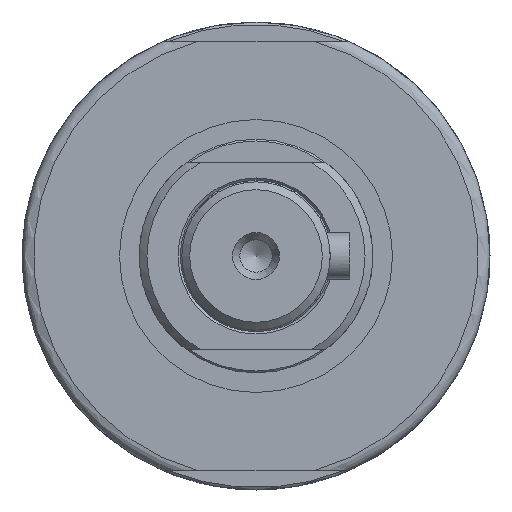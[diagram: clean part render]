
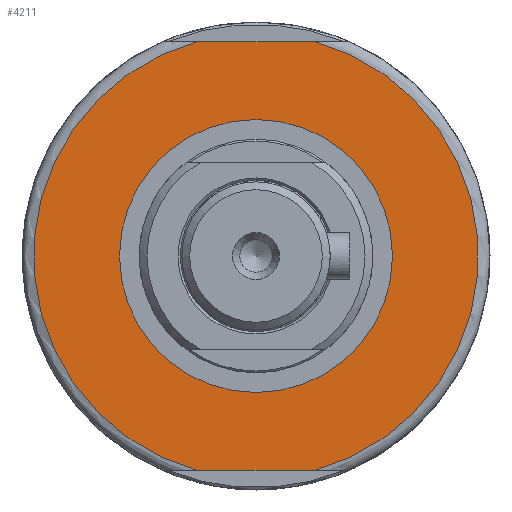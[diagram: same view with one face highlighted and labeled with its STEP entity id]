
A CAD part, left-side view. The second image highlights one B-rep face of the part: STEP entity #4211.
In plain terms, the highlighted planar face has unit normal (-1, 0, 0).
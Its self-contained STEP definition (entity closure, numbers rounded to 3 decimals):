
#371=FACE_BOUND('',#929,.T.);
#486=PLANE('',#4604);
#683=FACE_OUTER_BOUND('',#928,.T.);
#928=EDGE_LOOP('',(#3719,#3720,#3721,#3722));
#929=EDGE_LOOP('',(#3723,#3724));
#1124=CIRCLE('',#4585,17.5);
#1125=CIRCLE('',#4586,17.5);
#1135=CIRCLE('',#4599,28.5);
#1138=CIRCLE('',#4603,28.5);
#1477=LINE('',#7126,#1781);
#1478=LINE('',#7127,#1782);
#1781=VECTOR('',#5628,10.);
#1782=VECTOR('',#5629,10.);
#2113=VERTEX_POINT('',#7028);
#2114=VERTEX_POINT('',#7030);
#2125=VERTEX_POINT('',#7057);
#2126=VERTEX_POINT('',#7072);
#2128=VERTEX_POINT('',#7091);
#2131=VERTEX_POINT('',#7109);
#2658=EDGE_CURVE('',#2114,#2113,#1124,.T.);
#2659=EDGE_CURVE('',#2113,#2114,#1125,.T.);
#2672=EDGE_CURVE('',#2125,#2126,#1135,.T.);
#2678=EDGE_CURVE('',#2131,#2128,#1138,.T.);
#2679=EDGE_CURVE('',#2125,#2128,#1477,.T.);
#2680=EDGE_CURVE('',#2131,#2126,#1478,.T.);
#3719=ORIENTED_EDGE('',*,*,#2679,.T.);
#3720=ORIENTED_EDGE('',*,*,#2678,.F.);
#3721=ORIENTED_EDGE('',*,*,#2680,.T.);
#3722=ORIENTED_EDGE('',*,*,#2672,.F.);
#3723=ORIENTED_EDGE('',*,*,#2658,.T.);
#3724=ORIENTED_EDGE('',*,*,#2659,.T.);
#4211=ADVANCED_FACE('',(#683,#371),#486,.T.);
#4585=AXIS2_PLACEMENT_3D('',#7031,#5586,#5587);
#4586=AXIS2_PLACEMENT_3D('',#7032,#5588,#5589);
#4599=AXIS2_PLACEMENT_3D('',#7073,#5616,#5617);
#4603=AXIS2_PLACEMENT_3D('',#7124,#5624,#5625);
#4604=AXIS2_PLACEMENT_3D('',#7125,#5626,#5627);
#5586=DIRECTION('center_axis',(1.,0.,0.));
#5587=DIRECTION('ref_axis',(0.,-1.,0.));
#5588=DIRECTION('center_axis',(1.,0.,0.));
#5589=DIRECTION('ref_axis',(0.,-1.,0.));
#5616=DIRECTION('center_axis',(1.,0.,0.));
#5617=DIRECTION('ref_axis',(0.,-1.,0.));
#5624=DIRECTION('center_axis',(1.,0.,0.));
#5625=DIRECTION('ref_axis',(0.,-1.,0.));
#5626=DIRECTION('center_axis',(-1.,0.,0.));
#5627=DIRECTION('ref_axis',(0.,0.,-1.));
#5628=DIRECTION('',(0.,-1.,0.));
#5629=DIRECTION('',(0.,1.,0.));
#7028=CARTESIAN_POINT('',(-183.,17.5,0.));
#7030=CARTESIAN_POINT('',(-183.,-17.5,0.));
#7031=CARTESIAN_POINT('Origin',(-183.,0.,0.));
#7032=CARTESIAN_POINT('Origin',(-183.,0.,0.));
#7057=CARTESIAN_POINT('',(-183.,7.483,-27.5));
#7072=CARTESIAN_POINT('',(-183.,7.483,27.5));
#7073=CARTESIAN_POINT('Origin',(-183.,0.,0.));
#7091=CARTESIAN_POINT('',(-183.,-7.483,-27.5));
#7109=CARTESIAN_POINT('',(-183.,-7.483,27.5));
#7124=CARTESIAN_POINT('Origin',(-183.,0.,0.));
#7125=CARTESIAN_POINT('Origin',(-183.,-23.,0.));
#7126=CARTESIAN_POINT('',(-183.,-24.063,-27.5));
#7127=CARTESIAN_POINT('',(-183.,1.553,27.5));
